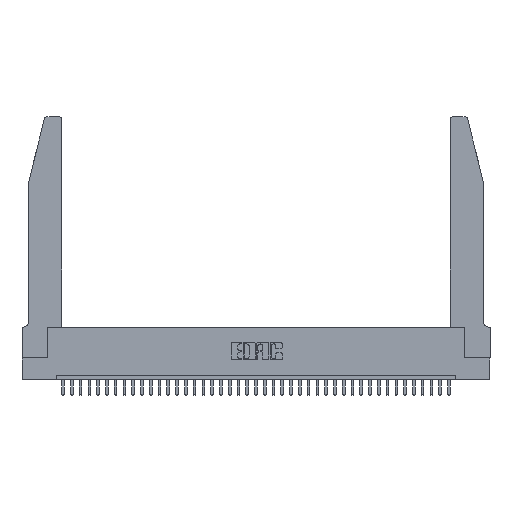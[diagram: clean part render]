
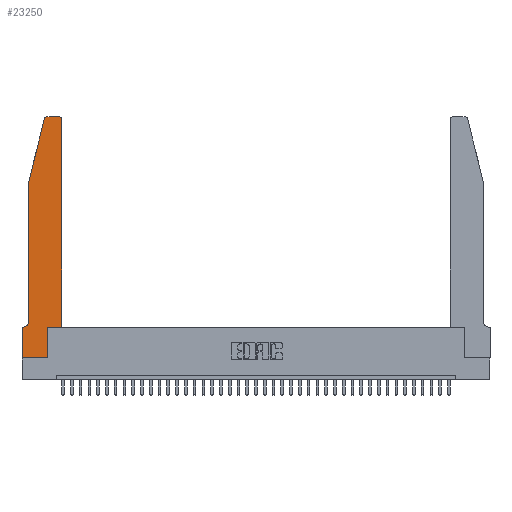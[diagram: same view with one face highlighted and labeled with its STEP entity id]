
A CAD part, top view. The second image highlights one B-rep face of the part: STEP entity #23250.
In plain terms, the highlighted planar face has unit normal (0, 0, 1).
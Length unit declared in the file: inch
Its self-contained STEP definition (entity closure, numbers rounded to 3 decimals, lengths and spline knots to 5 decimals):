
#253 = VECTOR ( 'NONE', #14269, 39.37008 ) ;
#524 = DIRECTION ( 'NONE',  ( 1., 0., 0. ) ) ;
#761 = DIRECTION ( 'NONE',  ( 0., 0., -1. ) ) ;
#866 = CARTESIAN_POINT ( 'NONE',  ( 0., 0.35, 0.37 ) ) ;
#894 = DIRECTION ( 'NONE',  ( -1., 0., 0. ) ) ;
#1734 = VECTOR ( 'NONE', #33207, 39.37008 ) ;
#2380 = VERTEX_POINT ( 'NONE', #26369 ) ;
#2693 = LINE ( 'NONE', #38189, #23090 ) ;
#3280 = CARTESIAN_POINT ( 'NONE',  ( 0.0755, 0.42, 0.37 ) ) ;
#3768 = ORIENTED_EDGE ( 'NONE', *, *, #24210, .T. ) ;
#3889 = LINE ( 'NONE', #8497, #8966 ) ;
#4535 = VERTEX_POINT ( 'NONE', #32330 ) ;
#5100 = CARTESIAN_POINT ( 'NONE',  ( 0., 0., 0.37 ) ) ;
#5369 = CARTESIAN_POINT ( 'NONE',  ( 0., 0., 0.37 ) ) ;
#5833 = EDGE_CURVE ( 'NONE', #33876, #11157, #26990, .T. ) ;
#6307 = VERTEX_POINT ( 'NONE', #28660 ) ;
#6960 = DIRECTION ( 'NONE',  ( -1., 0., 0. ) ) ;
#8485 = ORIENTED_EDGE ( 'NONE', *, *, #34619, .T. ) ;
#8497 = CARTESIAN_POINT ( 'NONE',  ( 0.2865, 0.35, 0.37 ) ) ;
#8966 = VECTOR ( 'NONE', #20510, 39.37008 ) ;
#10099 = LINE ( 'NONE', #15738, #1734 ) ;
#10150 = DIRECTION ( 'NONE',  ( 0., 0., 1. ) ) ;
#10594 = ORIENTED_EDGE ( 'NONE', *, *, #33153, .T. ) ;
#11092 = EDGE_CURVE ( 'NONE', #20704, #6307, #18275, .T. ) ;
#11157 = VERTEX_POINT ( 'NONE', #28697 ) ;
#12521 = DIRECTION ( 'NONE',  ( 0., 0., 1. ) ) ;
#12854 = ORIENTED_EDGE ( 'NONE', *, *, #20292, .T. ) ;
#13217 = LINE ( 'NONE', #35208, #253 ) ;
#13301 = CARTESIAN_POINT ( 'NONE',  ( 0.284, 2.75, 0.37 ) ) ;
#13652 = DIRECTION ( 'NONE',  ( 1., 0., 0. ) ) ;
#13912 = CARTESIAN_POINT ( 'NONE',  ( 0.4505, 2.72, 0.37 ) ) ;
#14088 = VECTOR ( 'NONE', #6960, 39.37008 ) ;
#14269 = DIRECTION ( 'NONE',  ( 0., 1., 0. ) ) ;
#14540 = DIRECTION ( 'NONE',  ( -0.239, -0.971, 0. ) ) ;
#14573 = CARTESIAN_POINT ( 'NONE',  ( 0.0755, 2., 0.37 ) ) ;
#14629 = ORIENTED_EDGE ( 'NONE', *, *, #19493, .T. ) ;
#15470 = AXIS2_PLACEMENT_3D ( 'NONE', #866, #12521, #24551 ) ;
#15566 = CARTESIAN_POINT ( 'NONE',  ( 0.4505, 0.35, 0.37 ) ) ;
#15680 = DIRECTION ( 'NONE',  ( 1., 0., 0. ) ) ;
#15738 = CARTESIAN_POINT ( 'NONE',  ( 0.2605, 2.75, 0.37 ) ) ;
#16852 = EDGE_CURVE ( 'NONE', #6307, #30694, #27322, .T. ) ;
#17399 = CARTESIAN_POINT ( 'NONE',  ( 0.0755, 2., 0.37 ) ) ;
#18275 = LINE ( 'NONE', #24677, #14088 ) ;
#18446 = VECTOR ( 'NONE', #23489, 39.37008 ) ;
#18519 = CARTESIAN_POINT ( 'NONE',  ( 0.0055, 0.42, 0.37 ) ) ;
#19446 = VERTEX_POINT ( 'NONE', #3280 ) ;
#19492 = CIRCLE ( 'NONE', #20960, 0.03 ) ;
#19493 = EDGE_CURVE ( 'NONE', #33050, #19446, #26307, .T. ) ;
#19582 = AXIS2_PLACEMENT_3D ( 'NONE', #27875, #10150, #13652 ) ;
#20292 = EDGE_CURVE ( 'NONE', #19446, #20704, #28086, .T. ) ;
#20510 = DIRECTION ( 'NONE',  ( 0., 1., 0. ) ) ;
#20704 = VERTEX_POINT ( 'NONE', #38176 ) ;
#20960 = AXIS2_PLACEMENT_3D ( 'NONE', #23848, #36465, #524 ) ;
#21027 = ORIENTED_EDGE ( 'NONE', *, *, #11092, .T. ) ;
#22093 = LINE ( 'NONE', #15566, #30892 ) ;
#22230 = LINE ( 'NONE', #17399, #36092 ) ;
#23088 = DIRECTION ( 'NONE',  ( 0., -1., 0. ) ) ;
#23090 = VECTOR ( 'NONE', #35473, 39.37008 ) ;
#23250 = ADVANCED_FACE ( 'NONE', ( #29242 ), #27269, .T. ) ;
#23336 = VERTEX_POINT ( 'NONE', #37410 ) ;
#23489 = DIRECTION ( 'NONE',  ( 0., -1., 0. ) ) ;
#23603 = EDGE_LOOP ( 'NONE', ( #26748, #24443, #3768, #14629, #12854, #21027, #33070, #10594, #33741, #36526, #8485, #27463 ) ) ;
#23848 = CARTESIAN_POINT ( 'NONE',  ( 0.284, 2.72, 0.37 ) ) ;
#24210 = EDGE_CURVE ( 'NONE', #23336, #33050, #22230, .T. ) ;
#24245 = AXIS2_PLACEMENT_3D ( 'NONE', #18519, #761, #894 ) ;
#24443 = ORIENTED_EDGE ( 'NONE', *, *, #26101, .T. ) ;
#24551 = DIRECTION ( 'NONE',  ( 1., 0., 0. ) ) ;
#24677 = CARTESIAN_POINT ( 'NONE',  ( 0.0755, 0.35, 0.37 ) ) ;
#25171 = VERTEX_POINT ( 'NONE', #13301 ) ;
#25483 = VECTOR ( 'NONE', #23088, 39.37008 ) ;
#26101 = EDGE_CURVE ( 'NONE', #25171, #23336, #19492, .T. ) ;
#26307 = LINE ( 'NONE', #14573, #18446 ) ;
#26369 = CARTESIAN_POINT ( 'NONE',  ( 0.4505, 0.35, 0.37 ) ) ;
#26748 = ORIENTED_EDGE ( 'NONE', *, *, #28564, .T. ) ;
#26990 = CIRCLE ( 'NONE', #19582, 0.03 ) ;
#27269 = PLANE ( 'NONE',  #15470 ) ;
#27322 = LINE ( 'NONE', #5100, #25483 ) ;
#27463 = ORIENTED_EDGE ( 'NONE', *, *, #5833, .T. ) ;
#27875 = CARTESIAN_POINT ( 'NONE',  ( 0.4205, 2.72, 0.37 ) ) ;
#28086 = CIRCLE ( 'NONE', #24245, 0.07 ) ;
#28564 = EDGE_CURVE ( 'NONE', #11157, #25171, #10099, .T. ) ;
#28660 = CARTESIAN_POINT ( 'NONE',  ( 0., 0.35, 0.37 ) ) ;
#28697 = CARTESIAN_POINT ( 'NONE',  ( 0.4205, 2.75, 0.37 ) ) ;
#29242 = FACE_OUTER_BOUND ( 'NONE', #23603, .T. ) ;
#30157 = VERTEX_POINT ( 'NONE', #37847 ) ;
#30640 = EDGE_CURVE ( 'NONE', #30157, #4535, #3889, .T. ) ;
#30694 = VERTEX_POINT ( 'NONE', #5369 ) ;
#30892 = VECTOR ( 'NONE', #15680, 39.37008 ) ;
#31372 = CARTESIAN_POINT ( 'NONE',  ( 0.0755, 2., 0.37 ) ) ;
#32330 = CARTESIAN_POINT ( 'NONE',  ( 0.2865, 0.35, 0.37 ) ) ;
#33050 = VERTEX_POINT ( 'NONE', #31372 ) ;
#33070 = ORIENTED_EDGE ( 'NONE', *, *, #16852, .T. ) ;
#33153 = EDGE_CURVE ( 'NONE', #30694, #30157, #2693, .T. ) ;
#33207 = DIRECTION ( 'NONE',  ( -1., 0., 0. ) ) ;
#33542 = EDGE_CURVE ( 'NONE', #4535, #2380, #22093, .T. ) ;
#33741 = ORIENTED_EDGE ( 'NONE', *, *, #30640, .T. ) ;
#33876 = VERTEX_POINT ( 'NONE', #13912 ) ;
#34619 = EDGE_CURVE ( 'NONE', #2380, #33876, #13217, .T. ) ;
#35208 = CARTESIAN_POINT ( 'NONE',  ( 0.4505, 0.35, 0.37 ) ) ;
#35473 = DIRECTION ( 'NONE',  ( 1., 0., 0. ) ) ;
#36092 = VECTOR ( 'NONE', #14540, 39.37008 ) ;
#36465 = DIRECTION ( 'NONE',  ( 0., 0., 1. ) ) ;
#36526 = ORIENTED_EDGE ( 'NONE', *, *, #33542, .T. ) ;
#37410 = CARTESIAN_POINT ( 'NONE',  ( 0.25487, 2.72718, 0.37 ) ) ;
#37847 = CARTESIAN_POINT ( 'NONE',  ( 0.2865, 0., 0.37 ) ) ;
#38176 = CARTESIAN_POINT ( 'NONE',  ( 0.0055, 0.35, 0.37 ) ) ;
#38189 = CARTESIAN_POINT ( 'NONE',  ( 0., 0., 0.37 ) ) ;
